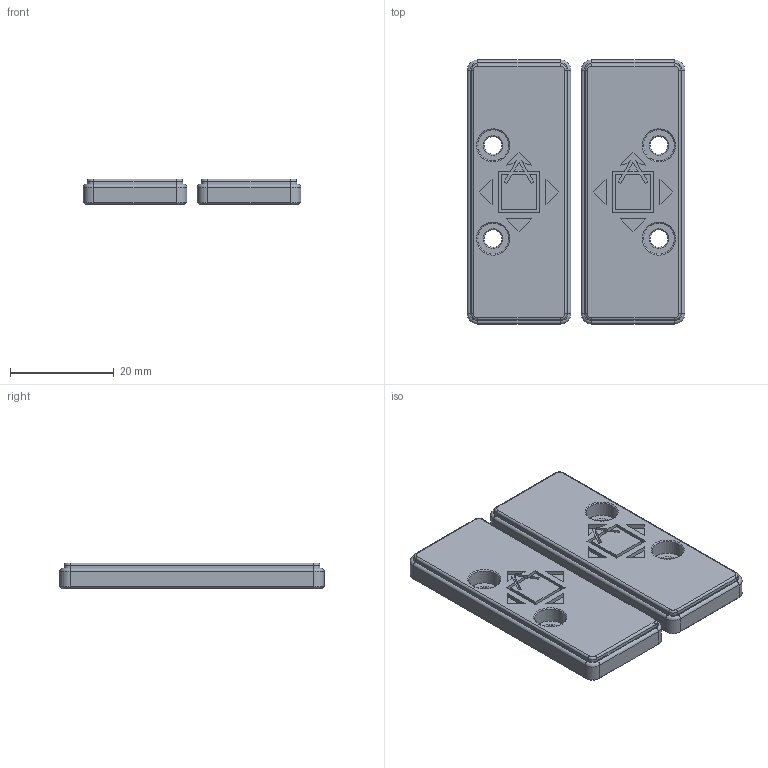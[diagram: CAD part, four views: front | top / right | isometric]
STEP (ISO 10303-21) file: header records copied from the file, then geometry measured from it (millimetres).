
FILE_DESCRIPTION(/* description */ (''),/* implementation_level */ '2;1');
FILE_NAME(/* name */ '[a]_front_grill_logo_plates.step',/* time_stamp */ '2025-07-28T12:39:10+02:00',/* author */ (''),/* organization */ (''),/* preprocessor_version */ 'ST-DEVELOPER v20.1',/* originating_system */ 'Autodesk Translation Framework v14.10.0.0',/* authorisation */ '');
FILE_SCHEMA (('AUTOMOTIVE_DESIGN { 1 0 10303 214 3 1 1 }'));
Length unit declared in the file: millimetre
Products named in the file (1): [a]_front_grill_logo_plates
Bounding box: 42 x 51 x 5 mm (x, y, z)
Volume: 9404 mm3; surface area: 5669.6 mm2
Topology: 2 solids, 2 shells, 192 faces, 450 edges, 280 vertices
Faces by surface type: plane 112, cylinder 44, cone 20, torus 16
Full cylindrical faces by diameter (mm): 3.4 x4, 6 x4
Entity records: 5473 total; most frequent: DIRECTION 960, CARTESIAN_POINT 923, ORIENTED_EDGE 900, EDGE_CURVE 450, LINE 326, VECTOR 326, AXIS2_PLACEMENT_3D 317, VERTEX_POINT 280
